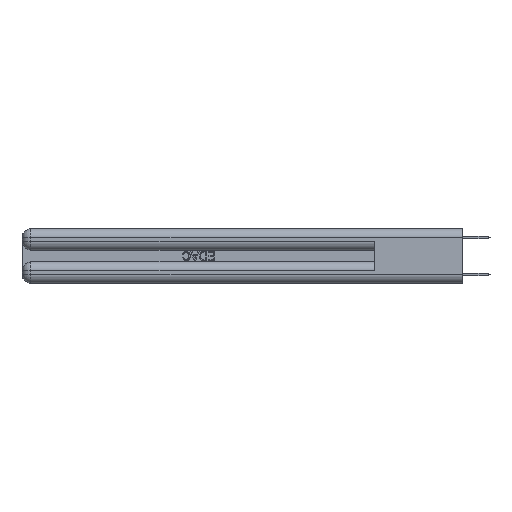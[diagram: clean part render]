
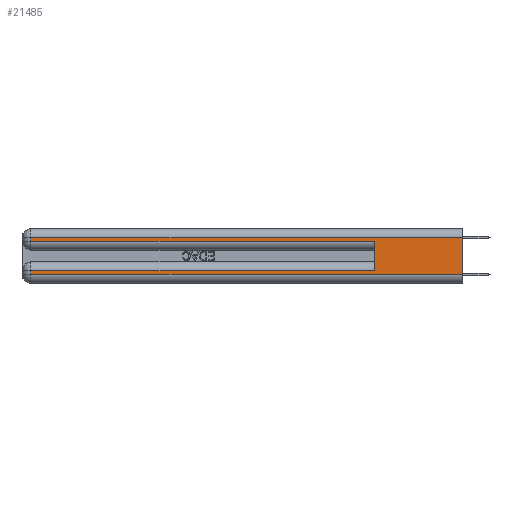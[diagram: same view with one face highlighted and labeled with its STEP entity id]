
A CAD part, left-side view. The second image highlights one B-rep face of the part: STEP entity #21485.
In plain terms, the highlighted planar face has unit normal (-1, 0, 0).
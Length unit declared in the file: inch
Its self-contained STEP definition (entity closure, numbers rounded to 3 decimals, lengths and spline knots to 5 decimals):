
#66 = VECTOR ( 'NONE', #8619, 39.37008 ) ;
#871 = EDGE_CURVE ( 'NONE', #19253, #25586, #18751, .T. ) ;
#1419 = VECTOR ( 'NONE', #9431, 39.37008 ) ;
#2147 = VECTOR ( 'NONE', #9995, 39.37008 ) ;
#2155 = EDGE_CURVE ( 'NONE', #19253, #5707, #3691, .T. ) ;
#3109 = ORIENTED_EDGE ( 'NONE', *, *, #23004, .T. ) ;
#3172 = EDGE_CURVE ( 'NONE', #29851, #5707, #31206, .T. ) ;
#3371 = CARTESIAN_POINT ( 'NONE',  ( 0., 0., 0.37 ) ) ;
#3383 = ORIENTED_EDGE ( 'NONE', *, *, #3172, .T. ) ;
#3643 = VERTEX_POINT ( 'NONE', #22876 ) ;
#3691 = LINE ( 'NONE', #14391, #2147 ) ;
#3705 = FACE_OUTER_BOUND ( 'NONE', #19356, .T. ) ;
#4541 = VECTOR ( 'NONE', #33895, 39.37008 ) ;
#5107 = CARTESIAN_POINT ( 'NONE',  ( 0., 0., 0.06 ) ) ;
#5707 = VERTEX_POINT ( 'NONE', #14222 ) ;
#6143 = AXIS2_PLACEMENT_3D ( 'NONE', #3371, #32898, #25136 ) ;
#6931 = CARTESIAN_POINT ( 'NONE',  ( 0., 2.94, 0.285 ) ) ;
#7856 = ORIENTED_EDGE ( 'NONE', *, *, #871, .T. ) ;
#8245 = LINE ( 'NONE', #5107, #20820 ) ;
#8619 = DIRECTION ( 'NONE',  ( 0., 0., -1. ) ) ;
#9431 = DIRECTION ( 'NONE',  ( 0., -1., 0. ) ) ;
#9905 = CARTESIAN_POINT ( 'NONE',  ( 0., 0., 0.31 ) ) ;
#9995 = DIRECTION ( 'NONE',  ( 0., 0., 1. ) ) ;
#10331 = ORIENTED_EDGE ( 'NONE', *, *, #20351, .T. ) ;
#11548 = EDGE_CURVE ( 'NONE', #17733, #3643, #29460, .T. ) ;
#12916 = CARTESIAN_POINT ( 'NONE',  ( 0., 2.94, 0.37 ) ) ;
#14222 = CARTESIAN_POINT ( 'NONE',  ( 0., 0.6, 0.285 ) ) ;
#14391 = CARTESIAN_POINT ( 'NONE',  ( 0., 0.6, 0.145 ) ) ;
#14403 = PLANE ( 'NONE',  #6143 ) ;
#15463 = VECTOR ( 'NONE', #26839, 39.37008 ) ;
#16411 = CARTESIAN_POINT ( 'NONE',  ( 0., 2.94, 0.31 ) ) ;
#16652 = VERTEX_POINT ( 'NONE', #22521 ) ;
#17733 = VERTEX_POINT ( 'NONE', #9905 ) ;
#17754 = ORIENTED_EDGE ( 'NONE', *, *, #2155, .F. ) ;
#18348 = LINE ( 'NONE', #12916, #4541 ) ;
#18532 = CARTESIAN_POINT ( 'NONE',  ( 0., 0.6, 0.085 ) ) ;
#18751 = LINE ( 'NONE', #29496, #15463 ) ;
#18888 = CARTESIAN_POINT ( 'NONE',  ( 0., 0., 0.37 ) ) ;
#19068 = ORIENTED_EDGE ( 'NONE', *, *, #23135, .T. ) ;
#19173 = VECTOR ( 'NONE', #21541, 39.37008 ) ;
#19253 = VERTEX_POINT ( 'NONE', #18532 ) ;
#19356 = EDGE_LOOP ( 'NONE', ( #26819, #29230, #19068, #3383, #17754, #7856, #10331, #3109 ) ) ;
#20351 = EDGE_CURVE ( 'NONE', #25586, #16652, #18348, .T. ) ;
#20820 = VECTOR ( 'NONE', #29495, 39.37008 ) ;
#21485 = ADVANCED_FACE ( 'NONE', ( #3705 ), #14403, .F. ) ;
#21541 = DIRECTION ( 'NONE',  ( 0., 0., -1. ) ) ;
#21946 = LINE ( 'NONE', #32686, #66 ) ;
#22521 = CARTESIAN_POINT ( 'NONE',  ( 0., 2.94, 0.06 ) ) ;
#22876 = CARTESIAN_POINT ( 'NONE',  ( 0., 0., 0.06 ) ) ;
#23004 = EDGE_CURVE ( 'NONE', #16652, #3643, #8245, .T. ) ;
#23135 = EDGE_CURVE ( 'NONE', #28172, #29851, #21946, .T. ) ;
#23175 = CARTESIAN_POINT ( 'NONE',  ( 0., 2.94, 0.085 ) ) ;
#25136 = DIRECTION ( 'NONE',  ( 0., 0., -1. ) ) ;
#25586 = VERTEX_POINT ( 'NONE', #23175 ) ;
#26444 = EDGE_CURVE ( 'NONE', #17733, #28172, #31371, .T. ) ;
#26819 = ORIENTED_EDGE ( 'NONE', *, *, #11548, .F. ) ;
#26839 = DIRECTION ( 'NONE',  ( 0., 1., 0. ) ) ;
#27146 = VECTOR ( 'NONE', #28722, 39.37008 ) ;
#28056 = CARTESIAN_POINT ( 'NONE',  ( 0., 0., 0.285 ) ) ;
#28172 = VERTEX_POINT ( 'NONE', #16411 ) ;
#28722 = DIRECTION ( 'NONE',  ( 0., 1., 0. ) ) ;
#29230 = ORIENTED_EDGE ( 'NONE', *, *, #26444, .T. ) ;
#29460 = LINE ( 'NONE', #18888, #19173 ) ;
#29495 = DIRECTION ( 'NONE',  ( 0., -1., 0. ) ) ;
#29496 = CARTESIAN_POINT ( 'NONE',  ( 0., 0., 0.085 ) ) ;
#29851 = VERTEX_POINT ( 'NONE', #6931 ) ;
#31206 = LINE ( 'NONE', #28056, #1419 ) ;
#31371 = LINE ( 'NONE', #33677, #27146 ) ;
#32686 = CARTESIAN_POINT ( 'NONE',  ( 0., 2.94, 0.37 ) ) ;
#32898 = DIRECTION ( 'NONE',  ( 1., 0., 0. ) ) ;
#33677 = CARTESIAN_POINT ( 'NONE',  ( 0., 0., 0.31 ) ) ;
#33895 = DIRECTION ( 'NONE',  ( 0., 0., -1. ) ) ;
